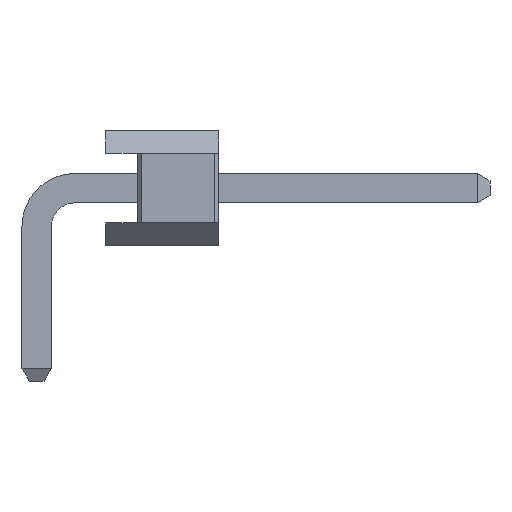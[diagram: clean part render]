
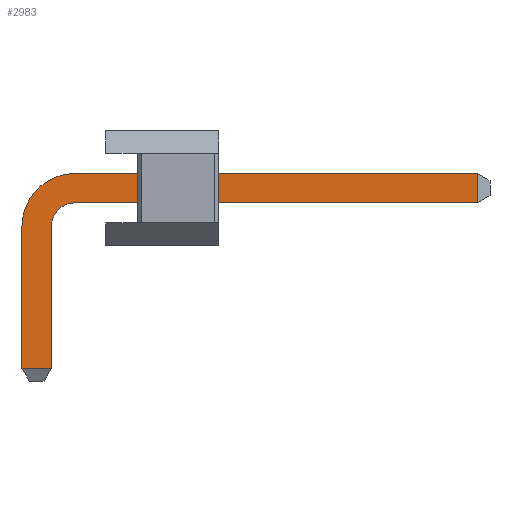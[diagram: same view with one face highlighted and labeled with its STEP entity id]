
A CAD part, left-side view. The second image highlights one B-rep face of the part: STEP entity #2983.
In plain terms, the highlighted planar face has unit normal (-1, 0, 0).
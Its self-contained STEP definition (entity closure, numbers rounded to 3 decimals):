
#2983=ADVANCED_FACE('',(#5305),#5307,.T.);
#5305=FACE_BOUND('',#5306,.T.);
#5306=EDGE_LOOP('',(#6824,#6825,#6826,#6827,#6828,#6829,#6830,#6831));
#5307=PLANE('',#5308);
#5308=AXIS2_PLACEMENT_3D('',#5309,#5310,#5311);
#5309=CARTESIAN_POINT('',(-0.325,-1.525,1.595));
#5310=DIRECTION('',(-1.,-0.,0.));
#5311=DIRECTION('',(0.,0.,-1.));
#6824=ORIENTED_EDGE('',*,*,#7600,.F.);
#6825=ORIENTED_EDGE('',*,*,#7602,.F.);
#6826=ORIENTED_EDGE('',*,*,#7603,.F.);
#6827=ORIENTED_EDGE('',*,*,#7604,.T.);
#6828=ORIENTED_EDGE('',*,*,#7605,.F.);
#6829=ORIENTED_EDGE('',*,*,#7606,.F.);
#6830=ORIENTED_EDGE('',*,*,#7607,.T.);
#6831=ORIENTED_EDGE('',*,*,#7592,.T.);
#7592=EDGE_CURVE('',#8752,#8744,#8753,.T.);
#7600=EDGE_CURVE('',#8765,#8744,#8766,.T.);
#7602=EDGE_CURVE('',#8768,#8765,#8769,.T.);
#7603=EDGE_CURVE('',#8770,#8768,#8771,.T.);
#7604=EDGE_CURVE('',#8770,#8772,#8773,.T.);
#7605=EDGE_CURVE('',#8774,#8772,#8775,.T.);
#7606=EDGE_CURVE('',#8776,#8774,#8777,.T.);
#7607=EDGE_CURVE('',#8776,#8752,#8778,.T.);
#8744=VERTEX_POINT('',#11364);
#8752=VERTEX_POINT('',#11380);
#8753=LINE('',#11381,#11382);
#8765=VERTEX_POINT('',#11409);
#8766=LINE('',#11410,#11411);
#8768=VERTEX_POINT('',#11416);
#8769=LINE('',#11417,#11418);
#8770=VERTEX_POINT('',#11420);
#8771=CIRCLE('',#11421,0.52);
#8772=VERTEX_POINT('',#11425);
#8773=LINE('',#11426,#11427);
#8774=VERTEX_POINT('',#11429);
#8775=LINE('',#11430,#11431);
#8776=VERTEX_POINT('',#11433);
#8777=LINE('',#11434,#11435);
#8778=CIRCLE('',#11437,1.17);
#11364=CARTESIAN_POINT('',(-0.325,0.325,-2.719));
#11380=CARTESIAN_POINT('',(-0.325,0.325,0.425));
#11381=CARTESIAN_POINT('',(-0.325,0.325,0.425));
#11382=VECTOR('',#11383,1.);
#11383=DIRECTION('',(0.,0.,-1.));
#11409=CARTESIAN_POINT('',(-0.325,-0.325,-2.719));
#11410=CARTESIAN_POINT('',(-0.325,-0.325,-2.719));
#11411=VECTOR('',#11412,1.);
#11412=DIRECTION('',(0.,1.,0.));
#11416=CARTESIAN_POINT('',(-0.325,-0.325,0.425));
#11417=CARTESIAN_POINT('',(-0.325,-0.325,0.425));
#11418=VECTOR('',#11419,1.);
#11419=DIRECTION('',(0.,0.,-1.));
#11420=CARTESIAN_POINT('',(-0.325,-0.845,0.945));
#11421=AXIS2_PLACEMENT_3D('',#11422,#11423,#11424);
#11422=CARTESIAN_POINT('',(-0.325,-0.845,0.425));
#11423=DIRECTION('',(-1.,0.,0.));
#11424=DIRECTION('',(0.,0.,1.));
#11425=CARTESIAN_POINT('',(-0.325,-9.744,0.945));
#11426=CARTESIAN_POINT('',(-0.325,-0.845,0.945));
#11427=VECTOR('',#11428,1.);
#11428=DIRECTION('',(0.,-1.,0.));
#11429=CARTESIAN_POINT('',(-0.325,-9.744,1.595));
#11430=CARTESIAN_POINT('',(-0.325,-9.744,1.595));
#11431=VECTOR('',#11432,1.);
#11432=DIRECTION('',(0.,0.,-1.));
#11433=CARTESIAN_POINT('',(-0.325,-0.845,1.595));
#11434=CARTESIAN_POINT('',(-0.325,-0.845,1.595));
#11435=VECTOR('',#11436,1.);
#11436=DIRECTION('',(0.,-1.,0.));
#11437=AXIS2_PLACEMENT_3D('',#11438,#11439,#11440);
#11438=CARTESIAN_POINT('',(-0.325,-0.845,0.425));
#11439=DIRECTION('',(-1.,0.,0.));
#11440=DIRECTION('',(0.,0.,1.));
